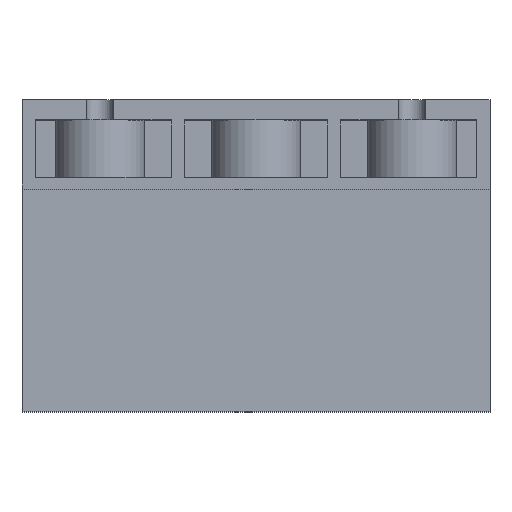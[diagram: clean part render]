
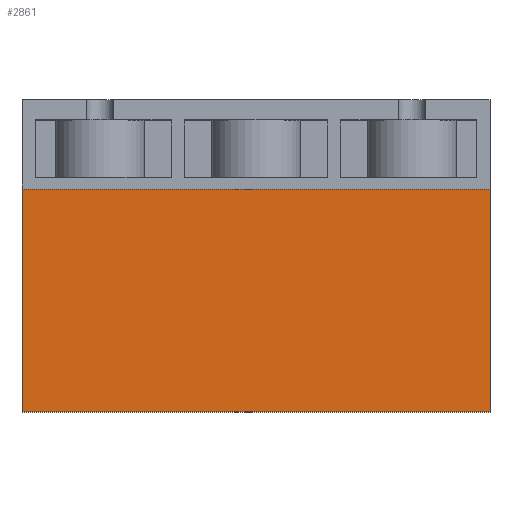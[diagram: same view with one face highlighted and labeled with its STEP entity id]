
A CAD part, top view. The second image highlights one B-rep face of the part: STEP entity #2861.
In plain terms, the highlighted planar face has unit normal (0, 0, 1).
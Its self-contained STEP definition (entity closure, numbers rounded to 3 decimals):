
#2841=AXIS2_PLACEMENT_3D('Plane Axis2P3D',#2838,#2839,#2840) ;
#1029=CARTESIAN_POINT('Vertex',(-52.5,0.,-83.)) ;
#1032=CARTESIAN_POINT('Line Origine',(-52.5,25.,-83.)) ;
#1036=CARTESIAN_POINT('Vertex',(-52.5,50.,-83.)) ;
#2816=CARTESIAN_POINT('Vertex',(52.5,50.,-83.)) ;
#2826=CARTESIAN_POINT('Line Origine',(0.,50.,-83.)) ;
#2838=CARTESIAN_POINT('Axis2P3D Location',(0.,0.,-83.)) ;
#2843=CARTESIAN_POINT('Line Origine',(52.5,25.,-83.)) ;
#2847=CARTESIAN_POINT('Vertex',(52.5,0.,-83.)) ;
#2850=CARTESIAN_POINT('Line Origine',(0.,0.,-83.)) ;
#1033=DIRECTION('Vector Direction',(0.,1.,0.)) ;
#2827=DIRECTION('Vector Direction',(1.,0.,0.)) ;
#2839=DIRECTION('Axis2P3D Direction',(0.,0.,-1.)) ;
#2840=DIRECTION('Axis2P3D XDirection',(0.,1.,0.)) ;
#2844=DIRECTION('Vector Direction',(0.,1.,0.)) ;
#2851=DIRECTION('Vector Direction',(1.,0.,0.)) ;
#1034=VECTOR('Line Direction',#1033,1.) ;
#2828=VECTOR('Line Direction',#2827,1.) ;
#2845=VECTOR('Line Direction',#2844,1.) ;
#2852=VECTOR('Line Direction',#2851,1.) ;
#2856=ORIENTED_EDGE('',*,*,#2849,.T.) ;
#2857=ORIENTED_EDGE('',*,*,#2830,.F.) ;
#2858=ORIENTED_EDGE('',*,*,#1038,.F.) ;
#2859=ORIENTED_EDGE('',*,*,#2854,.T.) ;
#2861=ADVANCED_FACE('Basetta inferiore',(#2860),#2842,.F.) ;
#1038=EDGE_CURVE('',#1030,#1037,#1035,.T.) ;
#2830=EDGE_CURVE('',#1037,#2817,#2829,.T.) ;
#2849=EDGE_CURVE('',#2848,#2817,#2846,.T.) ;
#2854=EDGE_CURVE('',#1030,#2848,#2853,.T.) ;
#2855=EDGE_LOOP('',(#2856,#2857,#2858,#2859)) ;
#2860=FACE_OUTER_BOUND('',#2855,.T.) ;
#1035=LINE('Line',#1032,#1034) ;
#2829=LINE('Line',#2826,#2828) ;
#2846=LINE('Line',#2843,#2845) ;
#2853=LINE('Line',#2850,#2852) ;
#2842=PLANE('',#2841) ;
#1030=VERTEX_POINT('',#1029) ;
#1037=VERTEX_POINT('',#1036) ;
#2817=VERTEX_POINT('',#2816) ;
#2848=VERTEX_POINT('',#2847) ;
